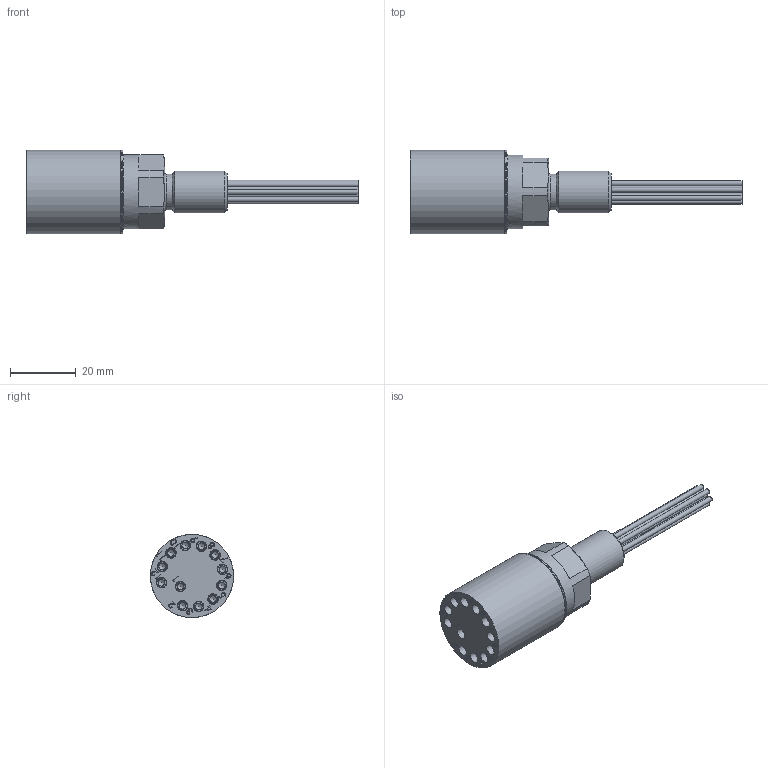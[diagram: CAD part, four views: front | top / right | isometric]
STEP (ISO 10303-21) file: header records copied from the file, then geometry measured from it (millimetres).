
FILE_DESCRIPTION(/* description */ (''),/* implementation_level */ '2;1');
FILE_NAME(/* name */ 'MCBH12F.stp',/* time_stamp */ '2024-01-10T12:26:34+01:00',/* author */ ('sh'),/* organization */ (''),/* preprocessor_version */ 'ST-DEVELOPER v19.2',/* originating_system */ 'Autodesk Inventor 2023',/* authorisation */ '');
FILE_SCHEMA (('AUTOMOTIVE_DESIGN { 1 0 10303 214 3 1 1 }'));
Length unit declared in the file: millimetre
Products named in the file (1): Part25
Bounding box: 101.19 x 25.38 x 25.38 mm (x, y, z)
Volume: 21529.3 mm3; surface area: 9239.7 mm2
Topology: 1 solids, 13 shells, 742 faces, 1986 edges, 1310 vertices
Faces by surface type: plane 346, torus 140, cylinder 115, bspline 78, cone 63
Full cylindrical faces by diameter (mm): 1.473 x12, 2.037 x12, 2.057 x12, 2.743 x12, 3.175 x60, 10.871 x1, 12.7 x1, 14.275 x1, 18.745 x1, 22.555 x1, 25.349 x1, 25.4 x1
Entity records: 28909 total; most frequent: CARTESIAN_POINT 9381, ORIENTED_EDGE 3948, DIRECTION 3924, EDGE_CURVE 1974, AXIS2_PLACEMENT_3D 1543, VERTEX_POINT 1310, LINE 838, VECTOR 838
